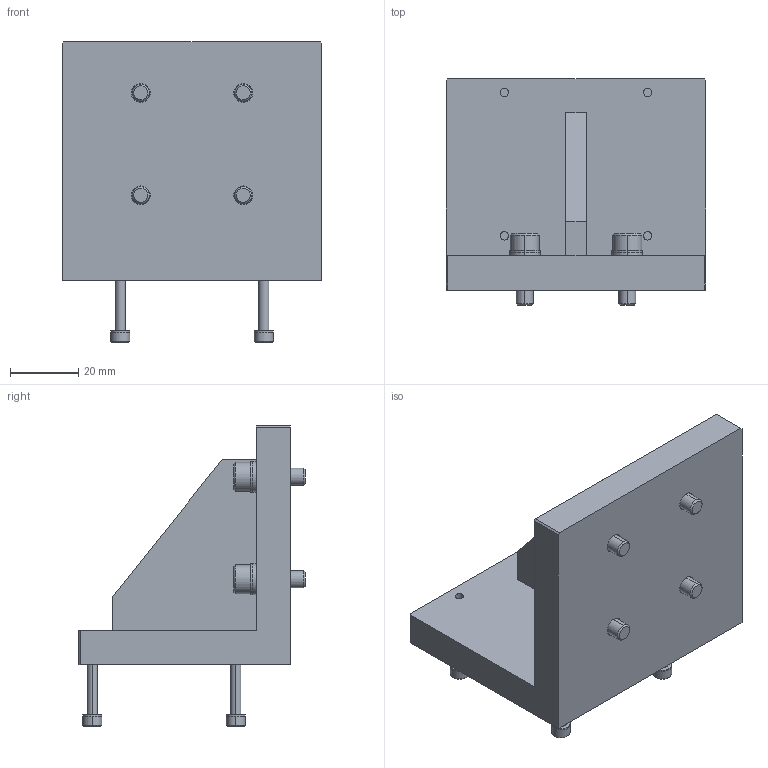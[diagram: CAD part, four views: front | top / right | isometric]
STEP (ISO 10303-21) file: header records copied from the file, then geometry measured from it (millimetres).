
FILE_DESCRIPTION (( 'STEP AP203' ), '1' );
FILE_NAME ('LAHP-ZB-25-33.step', '2021-01-19T15:27:09', ( '' ), ( '' ), 'SwSTEP 2.0', 'SolidWorks 2019', '' );
FILE_SCHEMA (( 'CONFIG_CONTROL_DESIGN' ));
Length unit declared in the file: inch
Products named in the file (1): LAHP-ZB-25-33
Bounding box: 76 x 66.4 x 88.05 mm (x, y, z)
Volume: 103642.9 mm3; surface area: 30458.1 mm2
Topology: 21 solids, 21 shells, 321 faces, 701 edges, 422 vertices
Faces by surface type: plane 161, cylinder 96, cone 48, bspline 16
Entity records: 9318 total; most frequent: CARTESIAN_POINT 2113, DIRECTION 1569, ORIENTED_EDGE 1370, EDGE_CURVE 685, AXIS2_PLACEMENT_3D 594, VERTEX_POINT 422, LINE 381, VECTOR 381
